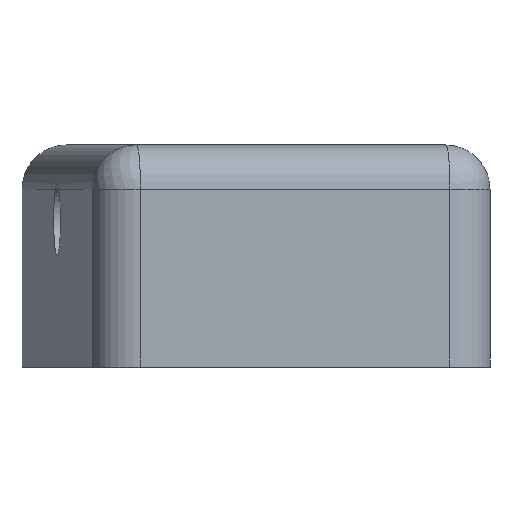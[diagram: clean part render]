
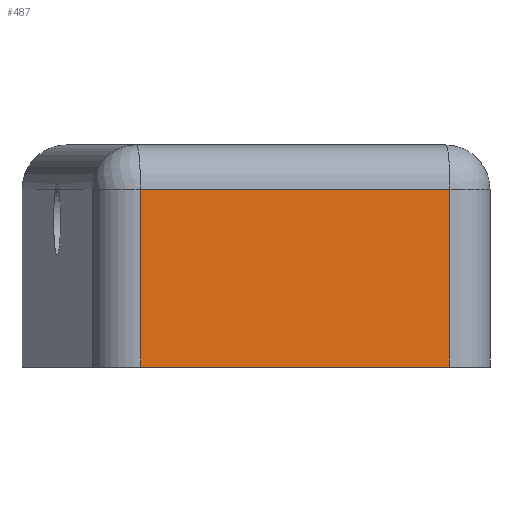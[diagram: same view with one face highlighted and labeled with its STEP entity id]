
A CAD part, front view. The second image highlights one B-rep face of the part: STEP entity #487.
In plain terms, the highlighted planar face has unit normal (0.096, -0.995, 0).
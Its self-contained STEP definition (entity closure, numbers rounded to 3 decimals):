
#24=PLANE('',#552);
#51=FACE_OUTER_BOUND('',#80,.T.);
#80=EDGE_LOOP('',(#378,#379,#380,#381));
#139=LINE('',#796,#178);
#146=LINE('',#820,#185);
#147=LINE('',#824,#186);
#148=LINE('',#825,#187);
#178=VECTOR('',#619,10.);
#185=VECTOR('',#650,10.);
#186=VECTOR('',#655,10.);
#187=VECTOR('',#656,10.);
#229=VERTEX_POINT('',#793);
#230=VERTEX_POINT('',#795);
#235=VERTEX_POINT('',#819);
#236=VERTEX_POINT('',#823);
#276=EDGE_CURVE('',#229,#230,#139,.T.);
#289=EDGE_CURVE('',#230,#235,#146,.T.);
#291=EDGE_CURVE('',#236,#229,#147,.T.);
#292=EDGE_CURVE('',#235,#236,#148,.T.);
#378=ORIENTED_EDGE('',*,*,#276,.F.);
#379=ORIENTED_EDGE('',*,*,#291,.F.);
#380=ORIENTED_EDGE('',*,*,#292,.F.);
#381=ORIENTED_EDGE('',*,*,#289,.F.);
#487=ADVANCED_FACE('',(#51),#24,.T.);
#552=AXIS2_PLACEMENT_3D('',#822,#653,#654);
#619=DIRECTION('',(0.995,0.096,0.));
#650=DIRECTION('',(0.,0.,-1.));
#653=DIRECTION('center_axis',(0.096,-0.995,0.));
#654=DIRECTION('ref_axis',(0.995,0.096,0.));
#655=DIRECTION('',(0.,0.,1.));
#656=DIRECTION('',(-0.995,-0.096,0.));
#793=CARTESIAN_POINT('',(-7.749,-34.398,3.));
#795=CARTESIAN_POINT('',(6.187,-33.06,3.));
#796=CARTESIAN_POINT('',(-5.261,-34.159,3.));
#819=CARTESIAN_POINT('',(6.187,-33.06,-5.));
#820=CARTESIAN_POINT('',(6.187,-33.06,0.));
#822=CARTESIAN_POINT('Origin',(-9.74,-34.589,0.));
#823=CARTESIAN_POINT('',(-7.749,-34.398,-5.));
#824=CARTESIAN_POINT('',(-7.749,-34.398,0.));
#825=CARTESIAN_POINT('',(8.178,-32.869,-5.));
